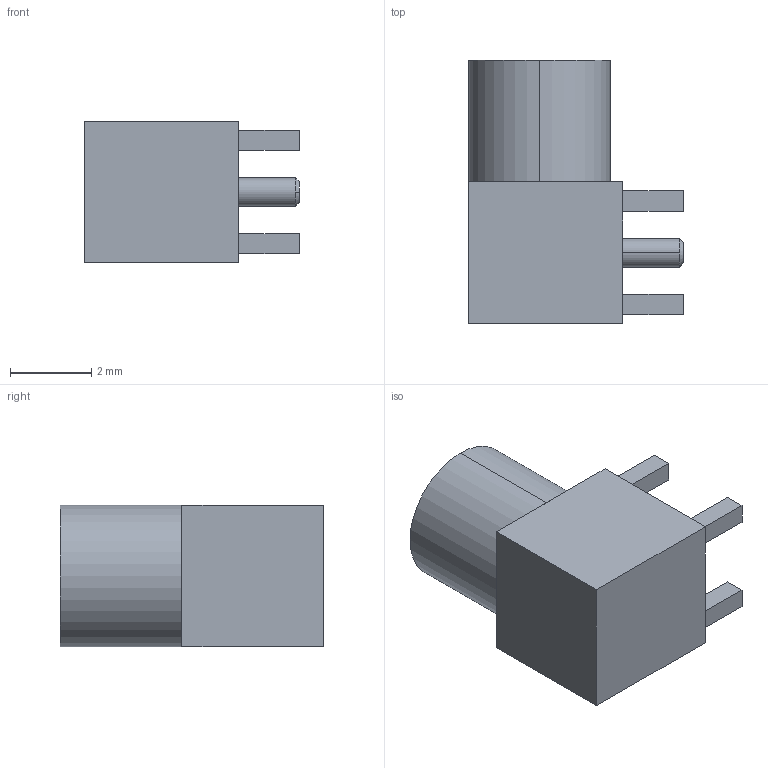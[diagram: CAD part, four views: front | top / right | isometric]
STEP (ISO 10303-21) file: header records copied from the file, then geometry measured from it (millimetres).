
FILE_DESCRIPTION (( 'STEP AP214' ), '1' );
FILE_NAME ('FMCN5181_3D.step', '2024-07-31T17:10:37', ( '' ), ( '' ), 'SwSTEP 2.0', 'SolidWorks 2022', '' );
FILE_SCHEMA (( 'AUTOMOTIVE_DESIGN' ));
Length unit declared in the file: inch
Products named in the file (6): Copy of 4.igs^FMCN5181; Copy of 5.igs^FMCN5181; Copy of 2.igs_3^FMCN5181; Copy of 3.igs_3^FMCN5181; Copy of 1.igs_3^FMCN5181; FMCN5181_3D
Assembly tree (5 placements, depth 2):
  FMCN5181_3D
    Copy of 3.igs_3^FMCN5181
    Copy of 1.igs_3^FMCN5181
    Copy of 2.igs_3^FMCN5181
    Copy of 4.igs^FMCN5181
    Copy of 5.igs^FMCN5181
Bounding box: 5.3 x 6.5 x 3.5 mm (x, y, z)
Volume: 50.2 mm3; surface area: 245.5 mm2
Topology: 5 solids, 5 shells, 104 faces, 233 edges, 141 vertices
Faces by surface type: plane 44, cylinder 34, cone 18, bspline 6, torus 2
Entity records: 5051 total; most frequent: CARTESIAN_POINT 1411, DIRECTION 517, ORIENTED_EDGE 462, EDGE_CURVE 231, AXIS2_PLACEMENT_3D 198, VERTEX_POINT 141, LINE 121, VECTOR 121
